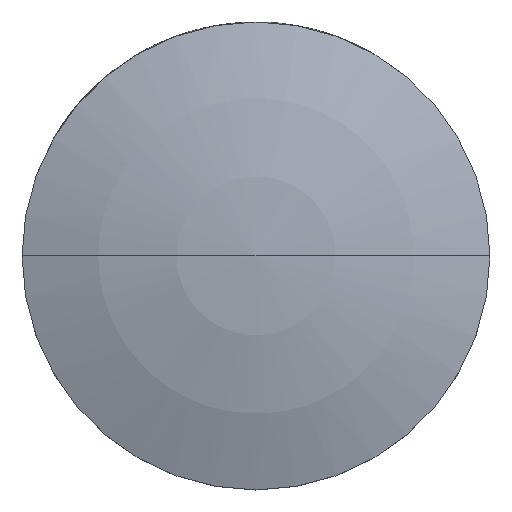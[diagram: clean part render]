
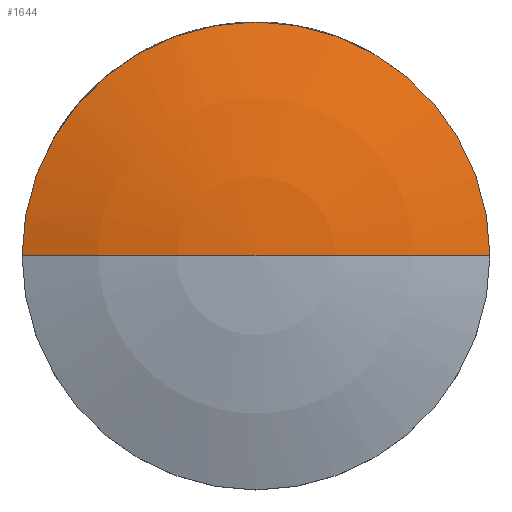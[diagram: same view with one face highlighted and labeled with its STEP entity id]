
A CAD part, top view. The second image highlights one B-rep face of the part: STEP entity #1644.
In plain terms, the highlighted toroidal (fillet/blend) face has major radius 0.001 mm and minor radius 18.4 mm.
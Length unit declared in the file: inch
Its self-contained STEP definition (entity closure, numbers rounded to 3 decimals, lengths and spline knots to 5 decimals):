
#21 = ORIENTED_EDGE ( 'NONE', *, *, #1147, .T. ) ;
#113 = CARTESIAN_POINT ( 'NONE',  ( 0.00005, 0., -0.66673 ) ) ;
#161 = ORIENTED_EDGE ( 'NONE', *, *, #1691, .F. ) ;
#273 = DIRECTION ( 'NONE',  ( 0., 1., 0. ) ) ;
#442 = AXIS2_PLACEMENT_3D ( 'NONE', #1179, #1638, #1447 ) ;
#526 = DIRECTION ( 'NONE',  ( 1., 0., 0. ) ) ;
#692 = DIRECTION ( 'NONE',  ( -1., 0., 0. ) ) ;
#709 = CARTESIAN_POINT ( 'NONE',  ( -0.00005, 0., -0.66673 ) ) ;
#762 = EDGE_CURVE ( 'NONE', #2013, #1348, #1684, .T. ) ;
#812 = CIRCLE ( 'NONE', #2845, 0.72441 ) ;
#928 = EDGE_LOOP ( 'NONE', ( #21, #1084, #161 ) ) ;
#962 = VERTEX_POINT ( 'NONE', #963 ) ;
#963 = CARTESIAN_POINT ( 'NONE',  ( 0.25, 0., 0.01319 ) ) ;
#1084 = ORIENTED_EDGE ( 'NONE', *, *, #762, .T. ) ;
#1147 = EDGE_CURVE ( 'NONE', #962, #2013, #2612, .T. ) ;
#1179 = CARTESIAN_POINT ( 'NONE',  ( 0., 0., 0.01319 ) ) ;
#1348 = VERTEX_POINT ( 'NONE', #2650 ) ;
#1441 = CARTESIAN_POINT ( 'NONE',  ( -0.25, 0., 0.01319 ) ) ;
#1447 = DIRECTION ( 'NONE',  ( 1., 0., 0. ) ) ;
#1638 = DIRECTION ( 'NONE',  ( 0., 0., 1. ) ) ;
#1644 = ADVANCED_FACE ( 'NONE', ( #1851 ), #2270, .T. ) ;
#1684 = CIRCLE ( 'NONE', #1734, 0.72441 ) ;
#1691 = EDGE_CURVE ( 'NONE', #962, #1348, #812, .T. ) ;
#1706 = AXIS2_PLACEMENT_3D ( 'NONE', #1881, #2772, #526 ) ;
#1734 = AXIS2_PLACEMENT_3D ( 'NONE', #709, #273, #692 ) ;
#1851 = FACE_OUTER_BOUND ( 'NONE', #928, .T. ) ;
#1881 = CARTESIAN_POINT ( 'NONE',  ( 0., 0., -0.66673 ) ) ;
#2013 = VERTEX_POINT ( 'NONE', #1441 ) ;
#2270 = TOROIDAL_SURFACE ( 'NONE', #1706, 0.00005, 0.72441 ) ;
#2374 = DIRECTION ( 'NONE',  ( 0., -1., 0. ) ) ;
#2575 = DIRECTION ( 'NONE',  ( 0., 0., -1. ) ) ;
#2612 = CIRCLE ( 'NONE', #442, 0.25 ) ;
#2650 = CARTESIAN_POINT ( 'NONE',  ( 0., 0., 0.05768 ) ) ;
#2772 = DIRECTION ( 'NONE',  ( 0., 0., 1. ) ) ;
#2845 = AXIS2_PLACEMENT_3D ( 'NONE', #113, #2374, #2575 ) ;
